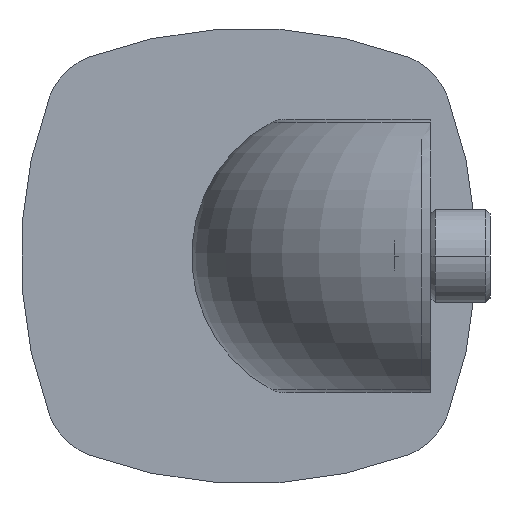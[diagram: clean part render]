
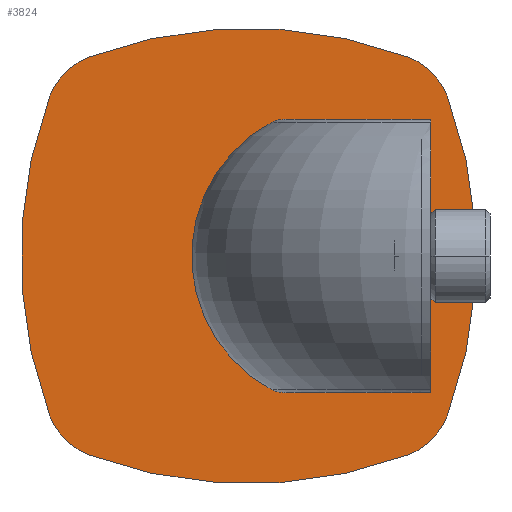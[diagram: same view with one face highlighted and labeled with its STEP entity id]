
A CAD part, left-side view. The second image highlights one B-rep face of the part: STEP entity #3824.
In plain terms, the highlighted face is planar.
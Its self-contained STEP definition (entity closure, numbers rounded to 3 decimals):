
#3487=CARTESIAN_POINT('',(0.,0.,0.));
#3488=DIRECTION('',(0.,0.,-1.));
#3489=DIRECTION('',(1.,0.,0.));
#3490=AXIS2_PLACEMENT_3D('',#3487,#3488,#3489);
#3492=CARTESIAN_POINT('',(0.,0.,0.));
#3493=DIRECTION('',(0.,0.,-1.));
#3494=DIRECTION('',(-1.,0.,0.));
#3495=AXIS2_PLACEMENT_3D('',#3492,#3493,#3494);
#3497=CARTESIAN_POINT('',(-16.,0.,0.));
#3498=DIRECTION('',(0.,0.,-1.));
#3499=DIRECTION('',(1.,0.,0.));
#3500=AXIS2_PLACEMENT_3D('',#3497,#3498,#3499);
#3502=CARTESIAN_POINT('',(-16.,0.,0.));
#3503=DIRECTION('',(0.,0.,-1.));
#3504=DIRECTION('',(-1.,0.,0.));
#3505=AXIS2_PLACEMENT_3D('',#3502,#3503,#3504);
#3507=CARTESIAN_POINT('',(16.,0.,0.));
#3508=DIRECTION('',(0.,0.,-1.));
#3509=DIRECTION('',(1.,0.,0.));
#3510=AXIS2_PLACEMENT_3D('',#3507,#3508,#3509);
#3512=CARTESIAN_POINT('',(16.,0.,0.));
#3513=DIRECTION('',(0.,0.,-1.));
#3514=DIRECTION('',(-1.,0.,0.));
#3515=AXIS2_PLACEMENT_3D('',#3512,#3513,#3514);
#3517=CARTESIAN_POINT('',(29.658,29.658,0.));
#3518=DIRECTION('',(0.,0.,-1.));
#3519=DIRECTION('',(0.349,0.937,0.));
#3520=AXIS2_PLACEMENT_3D('',#3517,#3518,#3519);
#3522=CARTESIAN_POINT('',(0.,-50.,0.));
#3523=DIRECTION('',(0.,0.,1.));
#3524=DIRECTION('',(0.349,0.937,0.));
#3525=AXIS2_PLACEMENT_3D('',#3522,#3523,#3524);
#3527=CARTESIAN_POINT('',(-29.658,29.658,0.));
#3528=DIRECTION('',(0.,0.,-1.));
#3529=DIRECTION('',(-0.937,0.349,0.));
#3530=AXIS2_PLACEMENT_3D('',#3527,#3528,#3529);
#3532=CARTESIAN_POINT('',(50.,0.,0.));
#3533=DIRECTION('',(0.,0.,1.));
#3534=DIRECTION('',(-0.937,0.349,0.));
#3535=AXIS2_PLACEMENT_3D('',#3532,#3533,#3534);
#3537=CARTESIAN_POINT('',(-29.658,-29.658,0.));
#3538=DIRECTION('',(0.,0.,-1.));
#3539=DIRECTION('',(-0.349,-0.937,0.));
#3540=AXIS2_PLACEMENT_3D('',#3537,#3538,#3539);
#3542=CARTESIAN_POINT('',(0.,50.,0.));
#3543=DIRECTION('',(0.,0.,1.));
#3544=DIRECTION('',(-0.349,-0.937,0.));
#3545=AXIS2_PLACEMENT_3D('',#3542,#3543,#3544);
#3547=CARTESIAN_POINT('',(29.658,-29.658,0.));
#3548=DIRECTION('',(0.,0.,-1.));
#3549=DIRECTION('',(0.937,-0.349,0.));
#3550=AXIS2_PLACEMENT_3D('',#3547,#3548,#3549);
#3552=CARTESIAN_POINT('',(-50.,0.,0.));
#3553=DIRECTION('',(0.,0.,1.));
#3554=DIRECTION('',(0.937,-0.349,0.));
#3555=AXIS2_PLACEMENT_3D('',#3552,#3553,#3554);
#3719=CARTESIAN_POINT('',(10.5,0.,0.));
#3720=CARTESIAN_POINT('',(-10.5,0.,0.));
#3721=VERTEX_POINT('',#3719);
#3722=VERTEX_POINT('',#3720);
#3723=CARTESIAN_POINT('',(-13.75,0.,0.));
#3724=CARTESIAN_POINT('',(-18.25,0.,0.));
#3725=VERTEX_POINT('',#3723);
#3726=VERTEX_POINT('',#3724);
#3727=CARTESIAN_POINT('',(18.25,0.,0.));
#3728=CARTESIAN_POINT('',(13.75,0.,0.));
#3729=VERTEX_POINT('',#3727);
#3730=VERTEX_POINT('',#3728);
#3735=CARTESIAN_POINT('',(34.892,43.715,0.));
#3736=CARTESIAN_POINT('',(43.715,34.892,0.));
#3737=VERTEX_POINT('',#3735);
#3738=VERTEX_POINT('',#3736);
#3743=CARTESIAN_POINT('',(-43.715,34.892,0.));
#3744=CARTESIAN_POINT('',(-34.892,43.715,0.));
#3745=VERTEX_POINT('',#3743);
#3746=VERTEX_POINT('',#3744);
#3751=CARTESIAN_POINT('',(-34.892,-43.715,0.));
#3752=CARTESIAN_POINT('',(-43.715,-34.892,0.));
#3753=VERTEX_POINT('',#3751);
#3754=VERTEX_POINT('',#3752);
#3759=CARTESIAN_POINT('',(43.715,-34.892,0.));
#3760=CARTESIAN_POINT('',(34.892,-43.715,0.));
#3761=VERTEX_POINT('',#3759);
#3762=VERTEX_POINT('',#3760);
#3783=CARTESIAN_POINT('',(0.,0.,0.));
#3784=DIRECTION('',(0.,0.,1.));
#3785=DIRECTION('',(1.,0.,0.));
#3786=AXIS2_PLACEMENT_3D('',#3783,#3784,#3785);
#3787=PLANE('',#3786);
#3789=ORIENTED_EDGE('',*,*,#3788,.F.);
#3791=ORIENTED_EDGE('',*,*,#3790,.T.);
#3793=ORIENTED_EDGE('',*,*,#3792,.F.);
#3795=ORIENTED_EDGE('',*,*,#3794,.T.);
#3797=ORIENTED_EDGE('',*,*,#3796,.F.);
#3799=ORIENTED_EDGE('',*,*,#3798,.T.);
#3801=ORIENTED_EDGE('',*,*,#3800,.F.);
#3803=ORIENTED_EDGE('',*,*,#3802,.T.);
#3804=EDGE_LOOP('',(#3789,#3791,#3793,#3795,#3797,#3799,#3801,#3803));
#3805=FACE_OUTER_BOUND('',#3804,.F.);
#3807=ORIENTED_EDGE('',*,*,#3806,.T.);
#3809=ORIENTED_EDGE('',*,*,#3808,.T.);
#3810=EDGE_LOOP('',(#3807,#3809));
#3811=FACE_BOUND('',#3810,.F.);
#3813=ORIENTED_EDGE('',*,*,#3812,.T.);
#3815=ORIENTED_EDGE('',*,*,#3814,.T.);
#3816=EDGE_LOOP('',(#3813,#3815));
#3817=FACE_BOUND('',#3816,.F.);
#3819=ORIENTED_EDGE('',*,*,#3818,.T.);
#3821=ORIENTED_EDGE('',*,*,#3820,.T.);
#3822=EDGE_LOOP('',(#3819,#3821));
#3823=FACE_BOUND('',#3822,.F.);
#3491=CIRCLE('',#3490,10.5);
#3496=CIRCLE('',#3495,10.5);
#3501=CIRCLE('',#3500,2.25);
#3506=CIRCLE('',#3505,2.25);
#3511=CIRCLE('',#3510,2.25);
#3516=CIRCLE('',#3515,2.25);
#3521=CIRCLE('',#3520,15.);
#3526=CIRCLE('',#3525,100.);
#3531=CIRCLE('',#3530,15.);
#3536=CIRCLE('',#3535,100.);
#3541=CIRCLE('',#3540,15.);
#3546=CIRCLE('',#3545,100.);
#3551=CIRCLE('',#3550,15.);
#3556=CIRCLE('',#3555,100.);
#3788=EDGE_CURVE('',#3737,#3738,#3521,.T.);
#3790=EDGE_CURVE('',#3737,#3746,#3526,.T.);
#3792=EDGE_CURVE('',#3745,#3746,#3531,.T.);
#3794=EDGE_CURVE('',#3745,#3754,#3536,.T.);
#3796=EDGE_CURVE('',#3753,#3754,#3541,.T.);
#3798=EDGE_CURVE('',#3753,#3762,#3546,.T.);
#3800=EDGE_CURVE('',#3761,#3762,#3551,.T.);
#3802=EDGE_CURVE('',#3761,#3738,#3556,.T.);
#3806=EDGE_CURVE('',#3725,#3726,#3501,.T.);
#3808=EDGE_CURVE('',#3726,#3725,#3506,.T.);
#3812=EDGE_CURVE('',#3729,#3730,#3511,.T.);
#3814=EDGE_CURVE('',#3730,#3729,#3516,.T.);
#3818=EDGE_CURVE('',#3721,#3722,#3491,.T.);
#3820=EDGE_CURVE('',#3722,#3721,#3496,.T.);
#3824=ADVANCED_FACE('',(#3805,#3811,#3817,#3823),#3787,.F.);
